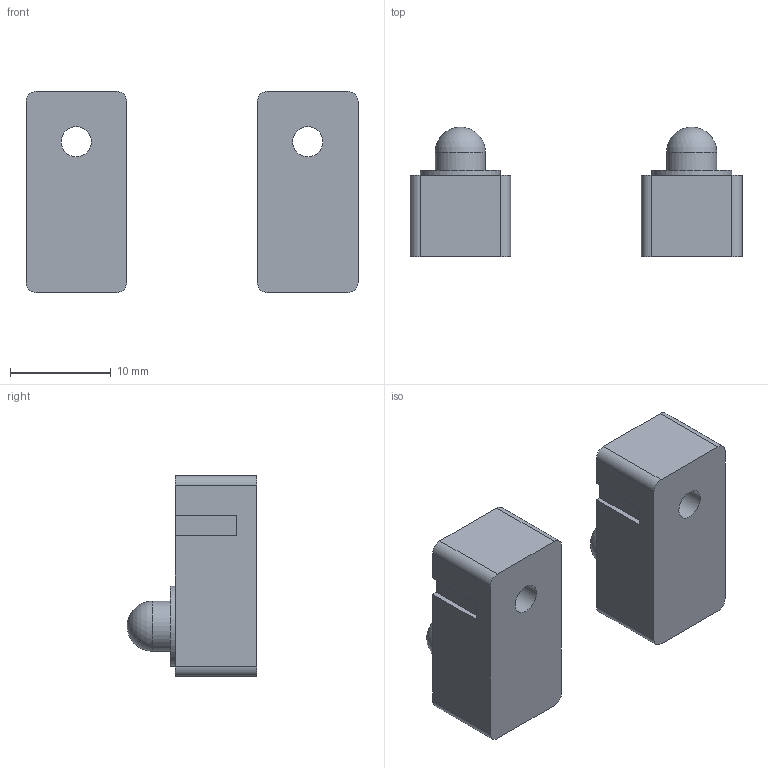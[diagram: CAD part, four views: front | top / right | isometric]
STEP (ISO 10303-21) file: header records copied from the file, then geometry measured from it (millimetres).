
FILE_DESCRIPTION(/* description */ (''),/* implementation_level */ '2;1');
FILE_NAME(/* name */ 'f7ef9040-5cda-4961-b4b3-68e22e415ac4.stp',/* time_stamp */ '2019-04-02T21:16:32-05:00',/* author */ ('schmitz.chris'),/* organization */ (''),/* preprocessor_version */ 'ST-DEVELOPER v17.2',/* originating_system */ 'Autodesk Translation Framework v7.6.0.251',/* authorisation */ '');
FILE_SCHEMA (('AUTOMOTIVE_DESIGN { 1 0 10303 214 3 1 1 }'));
Length unit declared in the file: millimetre
Products named in the file (1): IR Break Beam Sensor - 5mm LEDs
Bounding box: 33 x 12.9 x 20 mm (x, y, z)
Volume: 3249.9 mm3; surface area: 2014.3 mm2
Topology: 2 solids, 2 shells, 56 faces, 148 edges, 98 vertices
Faces by surface type: plane 38, cylinder 14, sphere 2, cone 2
Full cylindrical faces by diameter (mm): 3 x2, 5 x2, 8 x2
Entity records: 1778 total; most frequent: CARTESIAN_POINT 301, DIRECTION 294, ORIENTED_EDGE 292, EDGE_CURVE 146, LINE 112, VECTOR 112, VERTEX_POINT 98, AXIS2_PLACEMENT_3D 91
